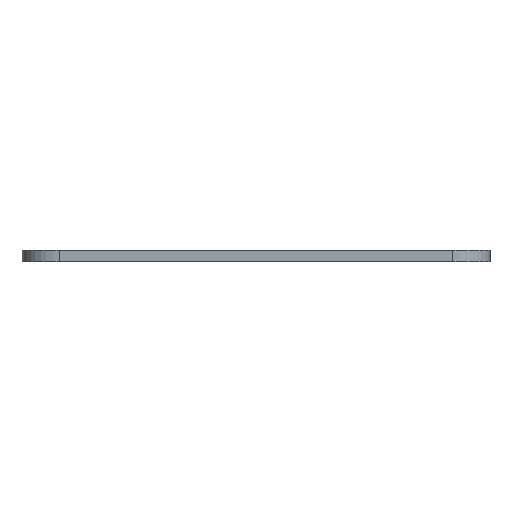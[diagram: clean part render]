
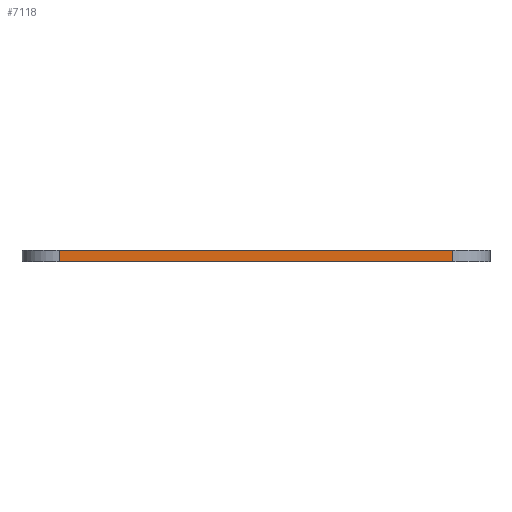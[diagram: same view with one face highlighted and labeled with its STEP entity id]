
A CAD part, left-side view. The second image highlights one B-rep face of the part: STEP entity #7118.
In plain terms, the highlighted planar face has unit normal (-1, 0, 0).
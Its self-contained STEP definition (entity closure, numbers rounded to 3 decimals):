
#1067=FACE_OUTER_BOUND('',#1483,.T.);
#1483=EDGE_LOOP('',(#6571,#6572,#6573,#6574));
#2017=LINE('',#13523,#2641);
#2038=LINE('',#13610,#2662);
#2042=LINE('',#13620,#2666);
#2066=LINE('',#13712,#2690);
#2641=VECTOR('',#8174,10.);
#2662=VECTOR('',#8245,10.);
#2666=VECTOR('',#8255,10.);
#2690=VECTOR('',#8327,10.);
#3339=VERTEX_POINT('',#13509);
#3345=VERTEX_POINT('',#13521);
#3386=VERTEX_POINT('',#13609);
#3389=VERTEX_POINT('',#13619);
#4347=EDGE_CURVE('',#3345,#3339,#2017,.T.);
#4388=EDGE_CURVE('',#3339,#3386,#2038,.T.);
#4393=EDGE_CURVE('',#3386,#3389,#2042,.T.);
#4440=EDGE_CURVE('',#3389,#3345,#2066,.T.);
#6571=ORIENTED_EDGE('',*,*,#4388,.F.);
#6572=ORIENTED_EDGE('',*,*,#4347,.F.);
#6573=ORIENTED_EDGE('',*,*,#4440,.F.);
#6574=ORIENTED_EDGE('',*,*,#4393,.F.);
#6743=PLANE('',#7366);
#7118=ADVANCED_FACE('',(#1067),#6743,.T.);
#7366=AXIS2_PLACEMENT_3D('',#13799,#8457,#8458);
#8174=DIRECTION('',(0.,-1.,0.));
#8245=DIRECTION('',(0.,0.,-1.));
#8255=DIRECTION('',(0.,1.,0.));
#8327=DIRECTION('',(0.,0.,1.));
#8457=DIRECTION('center_axis',(-1.,0.,0.));
#8458=DIRECTION('ref_axis',(0.,-1.,0.));
#13509=CARTESIAN_POINT('',(-9.933,-4.92,1.5));
#13521=CARTESIAN_POINT('',(-9.933,47.943,1.5));
#13523=CARTESIAN_POINT('',(-9.933,-9.92,1.5));
#13609=CARTESIAN_POINT('',(-9.933,-4.92,0.));
#13610=CARTESIAN_POINT('',(-9.933,-4.92,0.));
#13619=CARTESIAN_POINT('',(-9.933,47.943,0.));
#13620=CARTESIAN_POINT('',(-9.933,-9.92,0.));
#13712=CARTESIAN_POINT('',(-9.933,47.943,0.));
#13799=CARTESIAN_POINT('Origin',(-9.933,52.943,0.));
